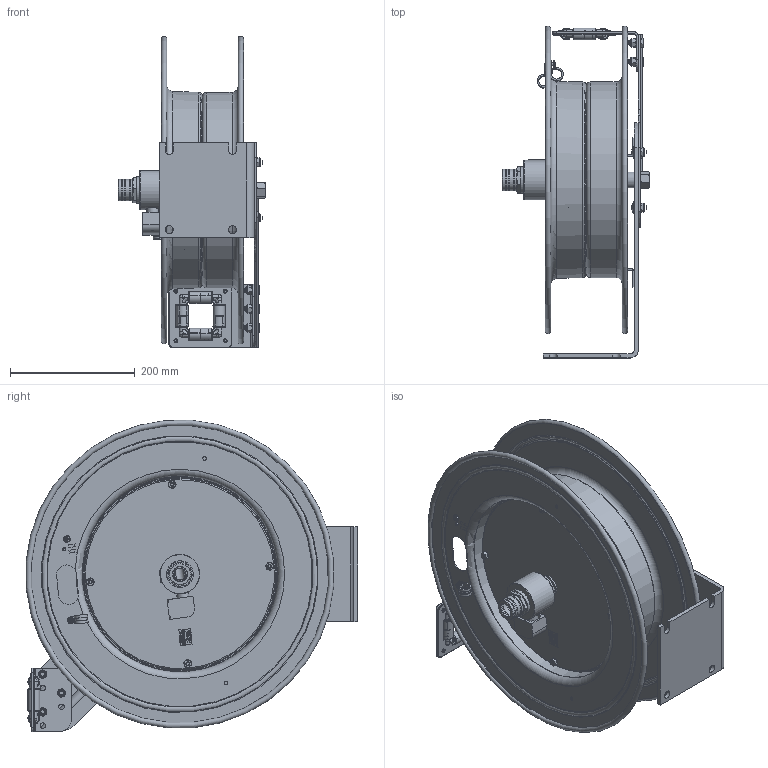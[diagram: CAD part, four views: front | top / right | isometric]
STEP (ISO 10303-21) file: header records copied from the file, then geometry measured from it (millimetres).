
FILE_DESCRIPTION(/* description */ (''),/* implementation_level */ '2;1');
FILE_NAME(/* name */ 'SHL-N-535_SHARED.stp',/* time_stamp */ '2020-02-11T09:49:47-07:00',/* author */ ('NMelton'),/* organization */ (''),/* preprocessor_version */ 'ST-DEVELOPER v17',/* originating_system */ 'Autodesk Inventor 2019',/* authorisation */ '');
FILE_SCHEMA (('AUTOMOTIVE_DESIGN { 1 0 10303 214 3 1 1 }'));
Products named in the file (1): SHL-N-535_SHARED
Bounding box: 236.22 x 532.82 x 499.83 mm (x, y, z)
Surface area: 1471704.5 mm2 (no closed solid volume)
Topology: 0 solids, 151 shells, 2683 faces, 11723 edges, 8762 vertices
Faces by surface type: plane 1367, cylinder 567, bspline 454, cone 199, torus 61, sphere 35
Full cylindrical faces by diameter (mm): 2.54 x1, 3.048 x1, 3.962 x2, 4.699 x4, 4.826 x2, 4.978 x2, 5.08 x1, 5.182 x3, 5.556 x2, 5.588 x8, 6.35 x11, 7.938 x3, 8.731 x8, 10.414 x1, 11.43 x3, 12.192 x6, 12.7 x2, 13.462 x1, 15.875 x2, 19.05 x7, 24.765 x1, 25.362 x1, 28.575 x1, 31.674 x1, 31.75 x1, 32.791 x2, 33.274 x1, 33.528 x1, 34.544 x4, 39.624 x1
Entity records: 127096 total; most frequent: CARTESIAN_POINT 36286, ORIENTED_EDGE 16967, DIRECTION 15940, EDGE_CURVE 11679, VERTEX_POINT 8762, LINE 6706, VECTOR 6706, AXIS2_PLACEMENT_3D 4617
